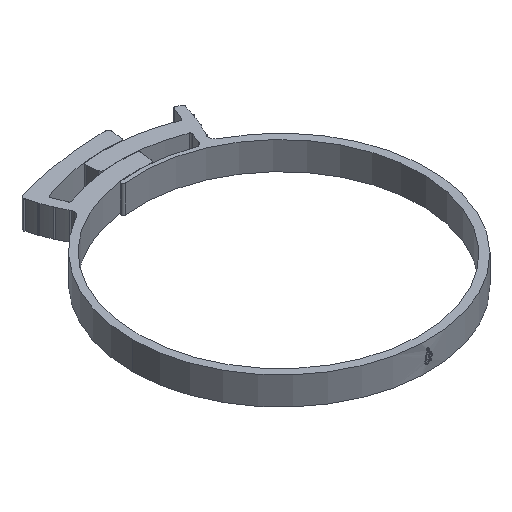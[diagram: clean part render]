
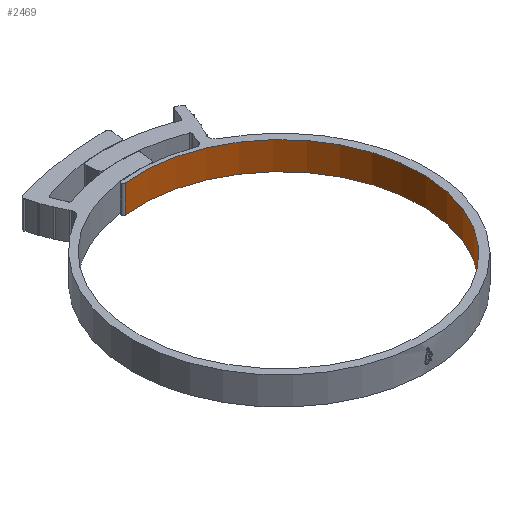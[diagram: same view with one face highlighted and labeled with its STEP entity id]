
A CAD part, isometric view. The second image highlights one B-rep face of the part: STEP entity #2469.
In plain terms, the highlighted cylindrical face has radius 44.9 mm (diameter 89.8 mm), a partial arc.
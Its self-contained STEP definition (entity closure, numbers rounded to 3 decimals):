
#132 = ORIENTED_EDGE ( 'NONE', *, *, #4429, .F. ) ;
#286 = LINE ( 'NONE', #5345, #2263 ) ;
#497 = AXIS2_PLACEMENT_3D ( 'NONE', #1033, #4165, #1563 ) ;
#673 = VERTEX_POINT ( 'NONE', #3613 ) ;
#896 = DIRECTION ( 'NONE',  ( 0., 0., -1. ) ) ;
#899 = CIRCLE ( 'NONE', #2251, 44.9 ) ;
#990 = CARTESIAN_POINT ( 'NONE',  ( -44.9, 0., -4.45 ) ) ;
#1033 = CARTESIAN_POINT ( 'NONE',  ( 0., 0., -4.45 ) ) ;
#1053 = CARTESIAN_POINT ( 'NONE',  ( 0., 0., 4.45 ) ) ;
#1225 = CIRCLE ( 'NONE', #497, 44.9 ) ;
#1376 = EDGE_LOOP ( 'NONE', ( #3992, #132, #5491, #4998 ) ) ;
#1563 = DIRECTION ( 'NONE',  ( -1., 0., 0. ) ) ;
#2002 = EDGE_CURVE ( 'NONE', #673, #2186, #899, .T. ) ;
#2186 = VERTEX_POINT ( 'NONE', #2642 ) ;
#2216 = VERTEX_POINT ( 'NONE', #4218 ) ;
#2251 = AXIS2_PLACEMENT_3D ( 'NONE', #3620, #4158, #3652 ) ;
#2263 = VECTOR ( 'NONE', #6358, 1000. ) ;
#2381 = CARTESIAN_POINT ( 'NONE',  ( -44.9, 0., 4.45 ) ) ;
#2469 = ADVANCED_FACE ( 'NONE', ( #4045 ), #3513, .F. ) ;
#2642 = CARTESIAN_POINT ( 'NONE',  ( -44.9, 0., 4.45 ) ) ;
#2685 = AXIS2_PLACEMENT_3D ( 'NONE', #1053, #5546, #3079 ) ;
#2904 = VECTOR ( 'NONE', #896, 1000. ) ;
#3079 = DIRECTION ( 'NONE',  ( -1., 0., 0. ) ) ;
#3513 = CYLINDRICAL_SURFACE ( 'NONE', #2685, 44.9 ) ;
#3613 = CARTESIAN_POINT ( 'NONE',  ( -5.15, 44.604, 4.45 ) ) ;
#3620 = CARTESIAN_POINT ( 'NONE',  ( 0., 0., 4.45 ) ) ;
#3652 = DIRECTION ( 'NONE',  ( -1., 0., 0. ) ) ;
#3825 = VERTEX_POINT ( 'NONE', #990 ) ;
#3992 = ORIENTED_EDGE ( 'NONE', *, *, #4515, .T. ) ;
#4045 = FACE_OUTER_BOUND ( 'NONE', #1376, .T. ) ;
#4158 = DIRECTION ( 'NONE',  ( 0., 0., -1. ) ) ;
#4165 = DIRECTION ( 'NONE',  ( 0., 0., -1. ) ) ;
#4218 = CARTESIAN_POINT ( 'NONE',  ( -5.15, 44.604, -4.45 ) ) ;
#4263 = EDGE_CURVE ( 'NONE', #673, #2216, #286, .T. ) ;
#4429 = EDGE_CURVE ( 'NONE', #2186, #3825, #4502, .T. ) ;
#4502 = LINE ( 'NONE', #2381, #2904 ) ;
#4515 = EDGE_CURVE ( 'NONE', #2216, #3825, #1225, .T. ) ;
#4998 = ORIENTED_EDGE ( 'NONE', *, *, #4263, .T. ) ;
#5345 = CARTESIAN_POINT ( 'NONE',  ( -5.15, 44.604, 4.45 ) ) ;
#5491 = ORIENTED_EDGE ( 'NONE', *, *, #2002, .F. ) ;
#5546 = DIRECTION ( 'NONE',  ( 0., 0., -1. ) ) ;
#6358 = DIRECTION ( 'NONE',  ( 0., 0., -1. ) ) ;
